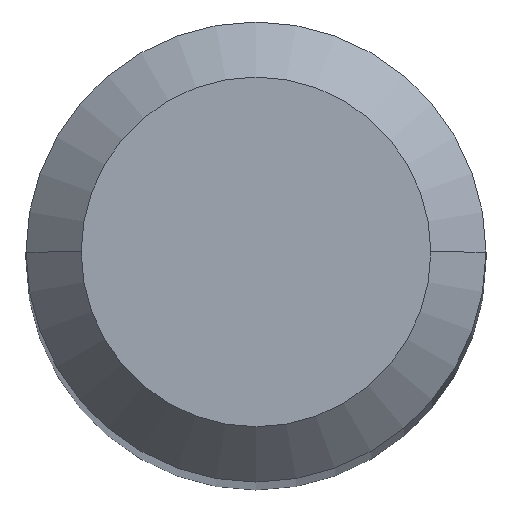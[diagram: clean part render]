
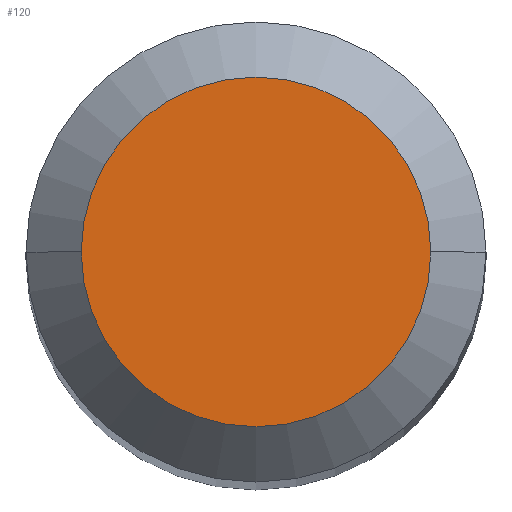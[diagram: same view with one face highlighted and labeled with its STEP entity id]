
A CAD part, top view. The second image highlights one B-rep face of the part: STEP entity #120.
In plain terms, the highlighted planar face has unit normal (0, 0, 1).
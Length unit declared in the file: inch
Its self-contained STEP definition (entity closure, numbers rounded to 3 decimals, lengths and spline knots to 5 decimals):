
#14 = EDGE_CURVE ( 'NONE', #284, #464, #133, .T. ) ;
#19 = AXIS2_PLACEMENT_3D ( 'NONE', #290, #325, #78 ) ;
#78 = DIRECTION ( 'NONE',  ( 1., 0., 0. ) ) ;
#79 = ORIENTED_EDGE ( 'NONE', *, *, #363, .T. ) ;
#116 = CARTESIAN_POINT ( 'NONE',  ( 0., 0., 0. ) ) ;
#120 = ADVANCED_FACE ( 'NONE', ( #442 ), #443, .F. ) ;
#123 = DIRECTION ( 'NONE',  ( -1., 0., 0. ) ) ;
#133 = CIRCLE ( 'NONE', #369, 0.0475 ) ;
#148 = AXIS2_PLACEMENT_3D ( 'NONE', #301, #447, #123 ) ;
#154 = CARTESIAN_POINT ( 'NONE',  ( -0.0475, 0., 0. ) ) ;
#173 = DIRECTION ( 'NONE',  ( 1., 0., 0. ) ) ;
#284 = VERTEX_POINT ( 'NONE', #154 ) ;
#288 = EDGE_LOOP ( 'NONE', ( #357, #79 ) ) ;
#290 = CARTESIAN_POINT ( 'NONE',  ( 0., 0., 0. ) ) ;
#301 = CARTESIAN_POINT ( 'NONE',  ( 0., 0.0475, 0. ) ) ;
#306 = CARTESIAN_POINT ( 'NONE',  ( 0.0475, 0., 0. ) ) ;
#325 = DIRECTION ( 'NONE',  ( 0., 0., 1. ) ) ;
#357 = ORIENTED_EDGE ( 'NONE', *, *, #14, .T. ) ;
#363 = EDGE_CURVE ( 'NONE', #464, #284, #389, .T. ) ;
#369 = AXIS2_PLACEMENT_3D ( 'NONE', #116, #374, #173 ) ;
#374 = DIRECTION ( 'NONE',  ( 0., 0., 1. ) ) ;
#389 = CIRCLE ( 'NONE', #19, 0.0475 ) ;
#442 = FACE_OUTER_BOUND ( 'NONE', #288, .T. ) ;
#443 = PLANE ( 'NONE',  #148 ) ;
#447 = DIRECTION ( 'NONE',  ( 0., 0., -1. ) ) ;
#464 = VERTEX_POINT ( 'NONE', #306 ) ;
